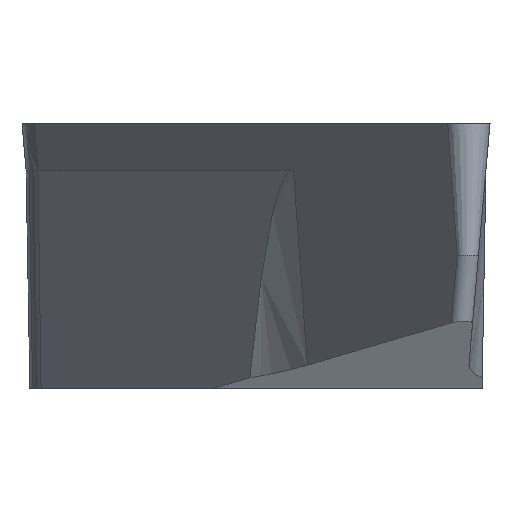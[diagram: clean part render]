
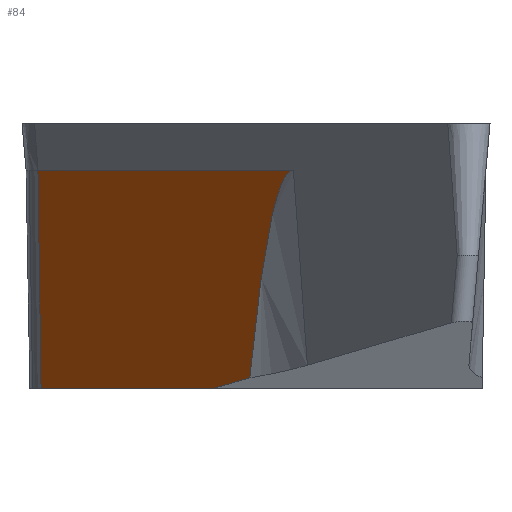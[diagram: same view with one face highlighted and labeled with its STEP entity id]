
A CAD part, front view. The second image highlights one B-rep face of the part: STEP entity #84.
In plain terms, the highlighted planar face has unit normal (-0.819, -0.574, -0.018).
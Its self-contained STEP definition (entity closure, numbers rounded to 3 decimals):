
#59=FACE_OUTER_BOUND('',#233,.T.);
#84=ADVANCED_FACE('',(#59),#111,.F.);
#111=PLANE('',#608);
#120=LINE('',#833,#162);
#137=LINE('',#889,#179);
#141=LINE('',#1015,#186);
#142=LINE('',#1016,#187);
#162=VECTOR('',#648,1.);
#179=VECTOR('',#669,1.);
#186=VECTOR('',#686,1.);
#187=VECTOR('',#687,1.);
#233=EDGE_LOOP('',(#301,#302,#303,#304,#305));
#301=ORIENTED_EDGE('',*,*,#489,.F.);
#302=ORIENTED_EDGE('',*,*,#487,.T.);
#303=ORIENTED_EDGE('',*,*,#479,.T.);
#304=ORIENTED_EDGE('',*,*,#490,.T.);
#305=ORIENTED_EDGE('',*,*,#458,.T.);
#408=VERTEX_POINT('',#831);
#410=VERTEX_POINT('',#834);
#430=VERTEX_POINT('',#888);
#431=VERTEX_POINT('',#890);
#433=VERTEX_POINT('',#1006);
#458=EDGE_CURVE('',#410,#408,#120,.T.);
#479=EDGE_CURVE('',#431,#430,#137,.T.);
#487=EDGE_CURVE('',#433,#431,#564,.T.);
#489=EDGE_CURVE('',#433,#408,#141,.T.);
#490=EDGE_CURVE('',#430,#410,#142,.T.);
#564=B_SPLINE_CURVE_WITH_KNOTS('',3,(#996,#997,#998,#999,#1000,#1001,#1002,
#1003,#1004,#1005),.UNSPECIFIED.,.F.,.F.,(4,2,2,2,4),(0.,0.5,0.75,0.875,
1.),.UNSPECIFIED.);
#608=AXIS2_PLACEMENT_3D('',#1017,#688,#689);
#648=DIRECTION('',(0.574,-0.819,0.));
#669=DIRECTION('',(-0.574,0.819,0.));
#686=DIRECTION('',(-0.564,0.81,-0.163));
#687=DIRECTION('',(0.014,0.01,-1.));
#688=DIRECTION('',(0.819,0.573,0.017));
#689=DIRECTION('',(0.014,0.01,-1.));
#831=CARTESIAN_POINT('',(-0.722,-5.707,-4.525));
#833=CARTESIAN_POINT('',(0.693,-7.728,-4.525));
#834=CARTESIAN_POINT('',(-3.674,-1.491,-4.525));
#888=CARTESIAN_POINT('',(-3.727,-1.529,-0.8));
#889=CARTESIAN_POINT('',(0.64,-7.765,-0.8));
#890=CARTESIAN_POINT('',(0.64,-7.765,-0.8));
#996=CARTESIAN_POINT('',(-0.106,-6.593,-4.347));
#997=CARTESIAN_POINT('',(-0.045,-6.699,-3.703));
#998=CARTESIAN_POINT('',(0.024,-6.817,-3.062));
#999=CARTESIAN_POINT('',(0.166,-7.048,-2.116));
#1000=CARTESIAN_POINT('',(0.219,-7.133,-1.804));
#1001=CARTESIAN_POINT('',(0.326,-7.301,-1.354));
#1002=CARTESIAN_POINT('',(0.366,-7.363,-1.207));
#1003=CARTESIAN_POINT('',(0.472,-7.522,-0.939));
#1004=CARTESIAN_POINT('',(0.544,-7.629,-0.8));
#1005=CARTESIAN_POINT('',(0.64,-7.765,-0.8));
#1006=CARTESIAN_POINT('',(-0.106,-6.593,-4.347));
#1015=CARTESIAN_POINT('',(1.001,-8.183,-4.027));
#1016=CARTESIAN_POINT('',(-3.729,-1.53,-0.7));
#1017=CARTESIAN_POINT('',(0.638,-7.766,-0.7));
